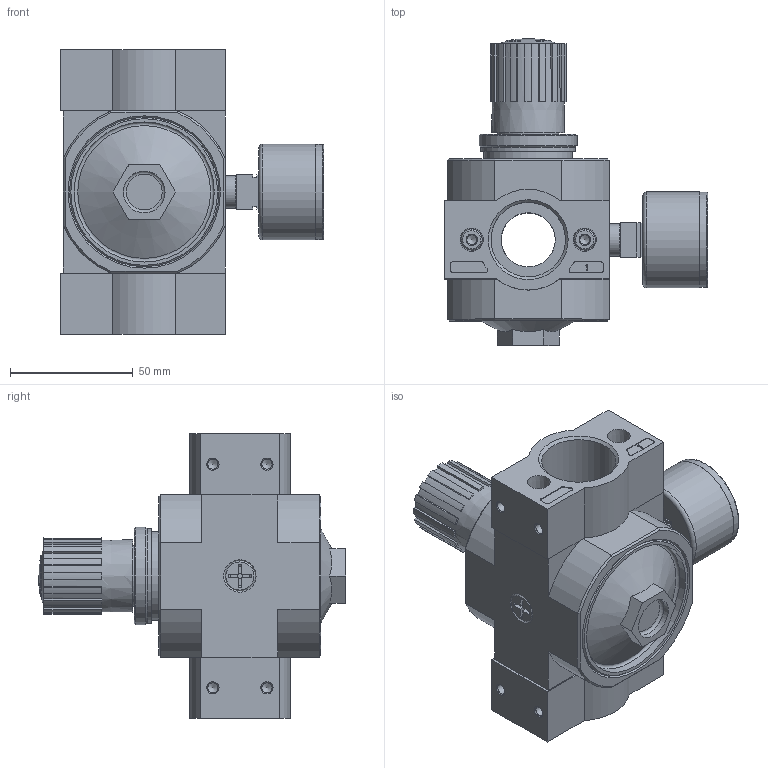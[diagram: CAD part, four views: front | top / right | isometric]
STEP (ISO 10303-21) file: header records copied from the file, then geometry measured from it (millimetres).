
FILE_DESCRIPTION(/* description */ ('STEP AP214'),/* implementation_level */ '2;1');
FILE_NAME(/* name */ '162589_LR-1-D-7-MAXI',/* time_stamp */ '2024-09-04T20:50:38+02:00',/* author */ ('License CC BY-ND 4.0'),/* organization */ ('CADENAS'),/* preprocessor_version */ 'ST-DEVELOPER v19.3',/* originating_system */ 'PARTsolutions',/* authorisation */ ' ');
FILE_SCHEMA (('AUTOMOTIVE_DESIGN {1 0 10303 214 3 1 1}'));
Length unit declared in the file: millimetre
Products named in the file (8): 162589 LR-1-D-7-MAXI-(0); 127314 LR-D-7-MAXI--(0); 398011 LRVS-D-MINI; 380315 PBL-1-D-MAXI-R---(0) p1; DIN-912 - M5x20(F); 380313 PBL-1-D-MAXI-L---(1) p1; 8003638 PAGN-40-10-G14; 125696 LR/LFR-D-MAXI
Assembly tree (10 placements, depth 2):
  162589 LR-1-D-7-MAXI-(0)
    127314 LR-D-7-MAXI--(0)
    398011 LRVS-D-MINI
    380315 PBL-1-D-MAXI-R---(0) p1
    DIN-912 - M5x20(F)  x4
    380313 PBL-1-D-MAXI-L---(1) p1
    8003638 PAGN-40-10-G14
    125696 LR/LFR-D-MAXI
Bounding box: 107.1 x 125 x 116 mm (x, y, z)
Volume: 387554.6 mm3; surface area: 75491.6 mm2
Topology: 10 solids, 10 shells, 493 faces, 1169 edges, 735 vertices
Faces by surface type: plane 271, cylinder 104, cone 98, torus 15, sphere 5
Full cylindrical faces by diameter (mm): 2 x1, 4.134 x8, 4.2 x1, 5 x4, 8.5 x4, 8.7 x1, 9.5 x1, 11 x1, 11.445 x2, 13.157 x2, 17 x1, 22 x3, 24.9 x1, 26.9 x1, 30 x2, 30.291 x2, 34.16 x1, 34.376 x1, 36 x1, 38.5 x1, 38.7 x1, 39 x1, 39.8 x1, 57 x1
Entity records: 13284 total; most frequent: CARTESIAN_POINT 2179, DIRECTION 2052, ORIENTED_EDGE 1770, EDGE_CURVE 885, AXIS2_PLACEMENT_3D 809, VERTEX_POINT 640, FACE_BOUND 581, EDGE_LOOP 572
